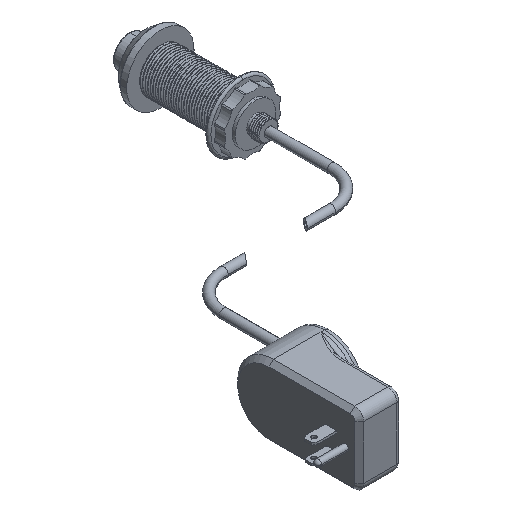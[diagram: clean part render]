
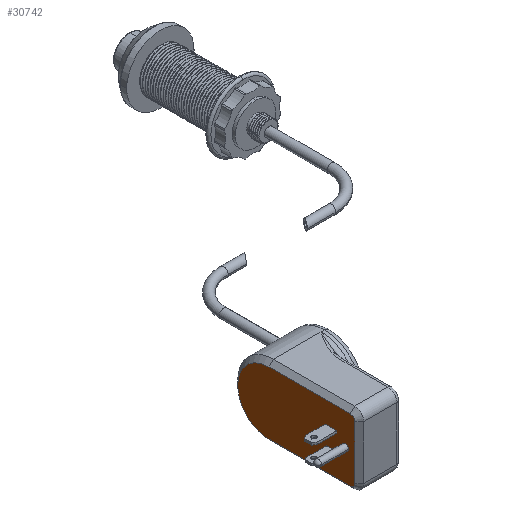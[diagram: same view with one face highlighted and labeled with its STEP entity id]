
A CAD part, isometric view. The second image highlights one B-rep face of the part: STEP entity #30742.
In plain terms, the highlighted planar face has unit normal (-1, 0, 0).
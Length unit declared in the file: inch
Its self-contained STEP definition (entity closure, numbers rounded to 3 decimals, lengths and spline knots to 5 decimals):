
#24875=CARTESIAN_POINT('',(-6.533,-9.729,0.));
#24876=DIRECTION('',(-1.,0.,0.));
#24877=DIRECTION('',(0.,0.,1.));
#24878=AXIS2_PLACEMENT_3D('',#24875,#24876,#24877);
#24883=DIRECTION('',(0.,1.,0.));
#24884=VECTOR('',#24883,2.255);
#24885=CARTESIAN_POINT('',(-6.533,-11.984,
0.87));
#24886=LINE('',#24885,#24884);
#24890=CARTESIAN_POINT('',(-6.533,-11.984,0.745));
#24891=DIRECTION('',(-1.,0.,0.));
#24892=DIRECTION('',(0.,-1.,0.));
#24893=AXIS2_PLACEMENT_3D('',#24890,#24891,#24892);
#24898=DIRECTION('',(0.,0.,1.));
#24899=VECTOR('',#24898,1.49);
#24900=CARTESIAN_POINT('',(-6.533,-12.109,
-0.745));
#24901=LINE('',#24900,#24899);
#24905=CARTESIAN_POINT('',(-6.533,-11.984,-0.745));
#24906=DIRECTION('',(-1.,0.,0.));
#24907=DIRECTION('',(0.,0.,-1.));
#24908=AXIS2_PLACEMENT_3D('',#24905,#24906,#24907);
#24913=DIRECTION('',(0.,-1.,0.));
#24914=VECTOR('',#24913,2.255);
#24915=CARTESIAN_POINT('',(-6.533,-9.729,
-0.87));
#24916=LINE('',#24915,#24914);
#24920=DIRECTION('',(0.,1.,0.));
#24921=VECTOR('',#24920,0.32);
#24922=CARTESIAN_POINT('',(-6.533,-11.614,0.282));
#24923=LINE('',#24922,#24921);
#24927=DIRECTION('',(0.,0.,-1.));
#24928=VECTOR('',#24927,0.062);
#24929=CARTESIAN_POINT('',(-6.533,-11.294,0.282));
#24930=LINE('',#24929,#24928);
#24934=DIRECTION('',(0.,-1.,0.));
#24935=VECTOR('',#24934,0.32);
#24936=CARTESIAN_POINT('',(-6.533,-11.294,0.22));
#24937=LINE('',#24936,#24935);
#24941=DIRECTION('',(0.,0.,1.));
#24942=VECTOR('',#24941,0.062);
#24943=CARTESIAN_POINT('',(-6.533,-11.614,0.22));
#24944=LINE('',#24943,#24942);
#24948=DIRECTION('',(0.,1.,0.));
#24949=VECTOR('',#24948,0.25);
#24950=CARTESIAN_POINT('',(-6.533,-11.579,-0.22));
#24951=LINE('',#24950,#24949);
#24955=DIRECTION('',(0.,0.,-1.));
#24956=VECTOR('',#24955,0.062);
#24957=CARTESIAN_POINT('',(-6.533,-11.329,-0.22));
#24958=LINE('',#24957,#24956);
#24962=DIRECTION('',(0.,-1.,0.));
#24963=VECTOR('',#24962,0.25);
#24964=CARTESIAN_POINT('',(-6.533,-11.329,-0.282));
#24965=LINE('',#24964,#24963);
#24969=DIRECTION('',(0.,0.,1.));
#24970=VECTOR('',#24969,0.062);
#24971=CARTESIAN_POINT('',(-6.533,-11.579,-0.282));
#24972=LINE('',#24971,#24970);
#24976=CARTESIAN_POINT('',(-6.533,-11.849,0.));
#24977=DIRECTION('',(-1.,0.,0.));
#24978=DIRECTION('',(0.,-1.,0.));
#24979=AXIS2_PLACEMENT_3D('',#24976,#24977,#24978);
#24984=CARTESIAN_POINT('',(-6.533,-11.849,0.));
#24985=DIRECTION('',(-1.,0.,0.));
#24986=DIRECTION('',(0.,1.,0.));
#24987=AXIS2_PLACEMENT_3D('',#24984,#24985,#24986);
#28992=CARTESIAN_POINT('',(-6.533,-11.614,0.282));
#28993=CARTESIAN_POINT('',(-6.533,-11.294,0.282));
#28994=VERTEX_POINT('',#28992);
#28995=VERTEX_POINT('',#28993);
#28996=CARTESIAN_POINT('',(-6.533,-11.294,0.22));
#28997=VERTEX_POINT('',#28996);
#28998=CARTESIAN_POINT('',(-6.533,-11.614,0.22));
#28999=VERTEX_POINT('',#28998);
#29000=CARTESIAN_POINT('',(-6.533,-11.579,-0.22));
#29001=CARTESIAN_POINT('',(-6.533,-11.329,-0.22));
#29002=VERTEX_POINT('',#29000);
#29003=VERTEX_POINT('',#29001);
#29004=CARTESIAN_POINT('',(-6.533,-11.329,-0.282));
#29005=VERTEX_POINT('',#29004);
#29006=CARTESIAN_POINT('',(-6.533,-11.579,-0.282));
#29007=VERTEX_POINT('',#29006);
#29014=CARTESIAN_POINT('',(-6.533,-11.939,0.));
#29015=CARTESIAN_POINT('',(-6.533,-11.759,0.));
#29016=VERTEX_POINT('',#29014);
#29017=VERTEX_POINT('',#29015);
#29100=CARTESIAN_POINT('',(-6.533,-9.729,0.87));
#29101=CARTESIAN_POINT('',(-6.533,-9.729,-0.87));
#29102=VERTEX_POINT('',#29100);
#29103=VERTEX_POINT('',#29101);
#29108=CARTESIAN_POINT('',(-6.533,-11.984,
-0.87));
#29109=VERTEX_POINT('',#29108);
#29112=CARTESIAN_POINT('',(-6.533,-12.109,-0.745));
#29113=VERTEX_POINT('',#29112);
#29116=CARTESIAN_POINT('',(-6.533,-12.109,
0.745));
#29117=VERTEX_POINT('',#29116);
#29120=CARTESIAN_POINT('',(-6.533,-11.984,0.87));
#29121=VERTEX_POINT('',#29120);
#30698=CARTESIAN_POINT('',(-6.533,-12.234,0.));
#30699=DIRECTION('',(-1.,0.,0.));
#30700=DIRECTION('',(0.,0.,-1.));
#30701=AXIS2_PLACEMENT_3D('',#30698,#30699,#30700);
#30702=PLANE('',#30701);
#30704=ORIENTED_EDGE('',*,*,#30703,.F.);
#30705=ORIENTED_EDGE('',*,*,#30676,.F.);
#30707=ORIENTED_EDGE('',*,*,#30706,.F.);
#30709=ORIENTED_EDGE('',*,*,#30708,.F.);
#30711=ORIENTED_EDGE('',*,*,#30710,.F.);
#30713=ORIENTED_EDGE('',*,*,#30712,.F.);
#30714=EDGE_LOOP('',(#30704,#30705,#30707,#30709,#30711,#30713));
#30715=FACE_OUTER_BOUND('',#30714,.F.);
#30717=ORIENTED_EDGE('',*,*,#30716,.T.);
#30719=ORIENTED_EDGE('',*,*,#30718,.T.);
#30721=ORIENTED_EDGE('',*,*,#30720,.T.);
#30723=ORIENTED_EDGE('',*,*,#30722,.T.);
#30724=EDGE_LOOP('',(#30717,#30719,#30721,#30723));
#30725=FACE_BOUND('',#30724,.F.);
#30727=ORIENTED_EDGE('',*,*,#30726,.T.);
#30729=ORIENTED_EDGE('',*,*,#30728,.T.);
#30731=ORIENTED_EDGE('',*,*,#30730,.T.);
#30733=ORIENTED_EDGE('',*,*,#30732,.T.);
#30734=EDGE_LOOP('',(#30727,#30729,#30731,#30733));
#30735=FACE_BOUND('',#30734,.F.);
#30737=ORIENTED_EDGE('',*,*,#30736,.T.);
#30739=ORIENTED_EDGE('',*,*,#30738,.T.);
#30740=EDGE_LOOP('',(#30737,#30739));
#30741=FACE_BOUND('',#30740,.F.);
#24879=CIRCLE('',#24878,0.87);
#24894=CIRCLE('',#24893,0.125);
#24909=CIRCLE('',#24908,0.125);
#24980=CIRCLE('',#24979,0.09);
#24988=CIRCLE('',#24987,0.09);
#30676=EDGE_CURVE('',#29121,#29102,#24886,.T.);
#30703=EDGE_CURVE('',#29102,#29103,#24879,.T.);
#30706=EDGE_CURVE('',#29117,#29121,#24894,.T.);
#30708=EDGE_CURVE('',#29113,#29117,#24901,.T.);
#30710=EDGE_CURVE('',#29109,#29113,#24909,.T.);
#30712=EDGE_CURVE('',#29103,#29109,#24916,.T.);
#30716=EDGE_CURVE('',#28994,#28995,#24923,.T.);
#30718=EDGE_CURVE('',#28995,#28997,#24930,.T.);
#30720=EDGE_CURVE('',#28997,#28999,#24937,.T.);
#30722=EDGE_CURVE('',#28999,#28994,#24944,.T.);
#30726=EDGE_CURVE('',#29002,#29003,#24951,.T.);
#30728=EDGE_CURVE('',#29003,#29005,#24958,.T.);
#30730=EDGE_CURVE('',#29005,#29007,#24965,.T.);
#30732=EDGE_CURVE('',#29007,#29002,#24972,.T.);
#30736=EDGE_CURVE('',#29016,#29017,#24980,.T.);
#30738=EDGE_CURVE('',#29017,#29016,#24988,.T.);
#30742=ADVANCED_FACE('',(#30715,#30725,#30735,#30741),#30702,.T.);
